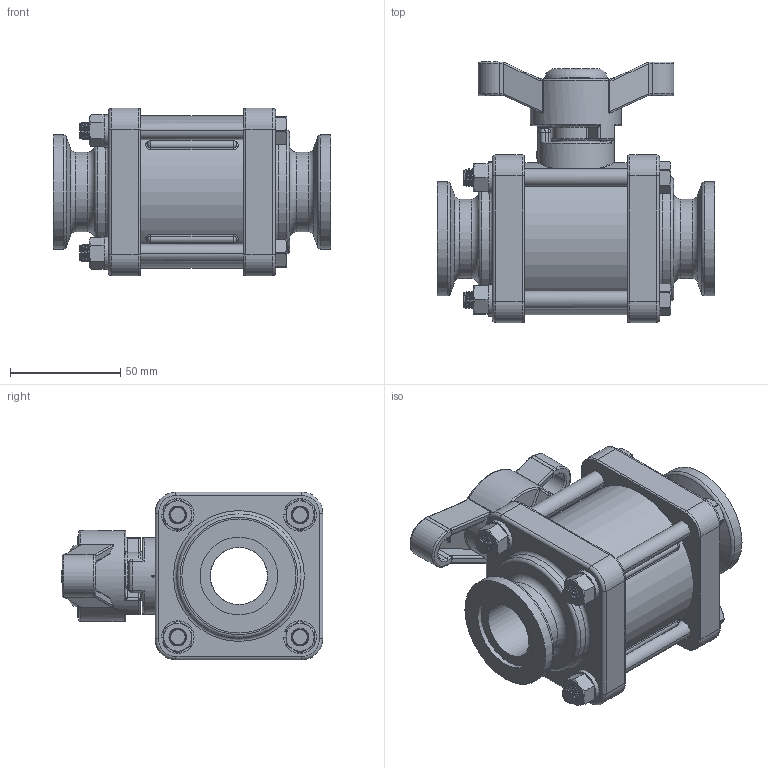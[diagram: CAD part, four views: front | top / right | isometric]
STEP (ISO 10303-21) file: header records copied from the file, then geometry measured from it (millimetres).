
FILE_DESCRIPTION(/* description */ ('1" FP MANIFOLD FLANGED VALVE'),/* implementation_level */ '2;1');
FILE_NAME(/* name */ 'MVT100CF.stp',/* time_stamp */ '2023-08-22T13:42:47-04:00',/* author */ ('ALR'),/* organization */ (''),/* preprocessor_version */ 'ST-DEVELOPER v18.1',/* originating_system */ 'Autodesk Inventor 2022',/* authorisation */ '');
FILE_SCHEMA (('AUTOMOTIVE_DESIGN { 1 0 10303 214 3 1 1 }'));
Products named in the file (21): MVT100CF; V10060; V10117; V10118; V10119; V10151; V10155; V10155M; VX10155; V10159; V10163; V10254; V10254_1; V10258A; V10264; V10278; V10278X; V20353C; V10353T; SW10; V07020
Assembly tree (32 placements, depth 4):
  MVT100CF
    V10060
    V10117  x4
    V10118  x4
    V10119  x4
    V10151
    V10155
      V10155M
        VX10155
    V10159
    V10163
    V10254
      V10254_1
    V10258A  x2
    V10264  x2
    V10278  x2
      V10278X
    V20353C
    V10353T
    SW10
    V07020
Bounding box: 126.24 x 118.8 x 76.2 mm (x, y, z)
Volume: 388895.6 mm3; surface area: 135359.2 mm2
Topology: 28 solids, 28 shells, 2098 faces, 4903 edges, 2952 vertices
Faces by surface type: plane 692, cylinder 646, cone 428, bspline 161, torus 138, sphere 33
Full cylindrical faces by diameter (mm): 3.556 x4, 3.683 x1, 4.702 x3, 4.826 x1, 5.159 x1, 5.334 x1, 9.144 x8, 9.525 x1, 11.112 x1, 14.275 x1, 14.351 x1, 14.529 x1, 14.605 x1, 18.72 x1, 18.898 x1, 19.05 x2, 21.844 x4, 22.098 x1, 22.225 x1, 22.733 x1, 23.876 x1, 25.4 x1, 25.527 x3, 25.857 x1, 25.908 x2, 26.035 x2, 27.813 x2, 29.083 x2, 32.893 x2, 34.925 x1
Entity records: 47732 total; most frequent: CARTESIAN_POINT 16015, ORIENTED_EDGE 6570, DIRECTION 6116, EDGE_CURVE 3285, AXIS2_PLACEMENT_3D 2106, VERTEX_POINT 2052, LINE 1904, VECTOR 1904
